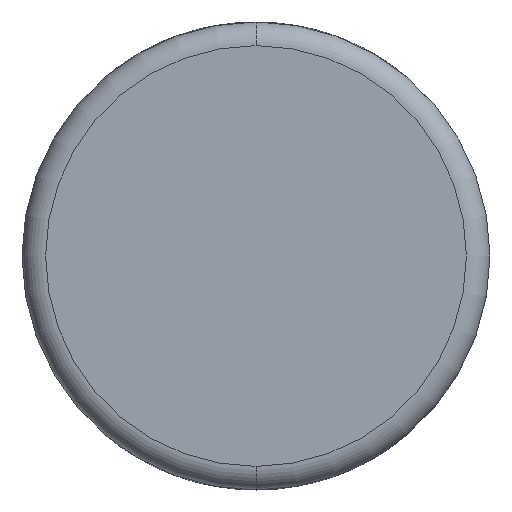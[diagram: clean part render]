
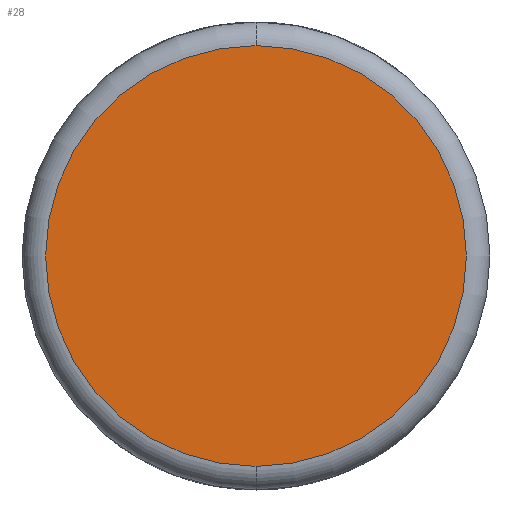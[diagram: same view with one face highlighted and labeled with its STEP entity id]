
A CAD part, front view. The second image highlights one B-rep face of the part: STEP entity #28.
In plain terms, the highlighted planar face has unit normal (0, -1, 0).
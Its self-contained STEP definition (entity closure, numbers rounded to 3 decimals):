
#28 = ADVANCED_FACE ( 'NONE', ( #295 ), #429, .F. ) ;
#58 = DIRECTION ( 'NONE',  ( 0., -1., 0. ) ) ;
#95 = DIRECTION ( 'NONE',  ( 0., 0., 1. ) ) ;
#154 = EDGE_CURVE ( 'NONE', #490, #174, #272, .T. ) ;
#174 = VERTEX_POINT ( 'NONE', #453 ) ;
#197 = DIRECTION ( 'NONE',  ( 0., 1., 0. ) ) ;
#201 = CARTESIAN_POINT ( 'NONE',  ( 0., -8., 0. ) ) ;
#208 = AXIS2_PLACEMENT_3D ( 'NONE', #285, #197, #419 ) ;
#209 = AXIS2_PLACEMENT_3D ( 'NONE', #201, #58, #245 ) ;
#215 = CIRCLE ( 'NONE', #500, 2.225 ) ;
#245 = DIRECTION ( 'NONE',  ( 0., 0., 1. ) ) ;
#272 = CIRCLE ( 'NONE', #209, 2.225 ) ;
#273 = EDGE_LOOP ( 'NONE', ( #346, #394 ) ) ;
#285 = CARTESIAN_POINT ( 'NONE',  ( 0., -8., 0. ) ) ;
#295 = FACE_OUTER_BOUND ( 'NONE', #273, .T. ) ;
#346 = ORIENTED_EDGE ( 'NONE', *, *, #154, .T. ) ;
#347 = CARTESIAN_POINT ( 'NONE',  ( 0., -8., 0. ) ) ;
#381 = EDGE_CURVE ( 'NONE', #174, #490, #215, .T. ) ;
#394 = ORIENTED_EDGE ( 'NONE', *, *, #381, .T. ) ;
#419 = DIRECTION ( 'NONE',  ( 0., 0., 1. ) ) ;
#429 = PLANE ( 'NONE',  #208 ) ;
#453 = CARTESIAN_POINT ( 'NONE',  ( 0., -8., -2.225 ) ) ;
#490 = VERTEX_POINT ( 'NONE', #497 ) ;
#497 = CARTESIAN_POINT ( 'NONE',  ( 0., -8., 2.225 ) ) ;
#500 = AXIS2_PLACEMENT_3D ( 'NONE', #347, #523, #95 ) ;
#523 = DIRECTION ( 'NONE',  ( 0., -1., 0. ) ) ;
